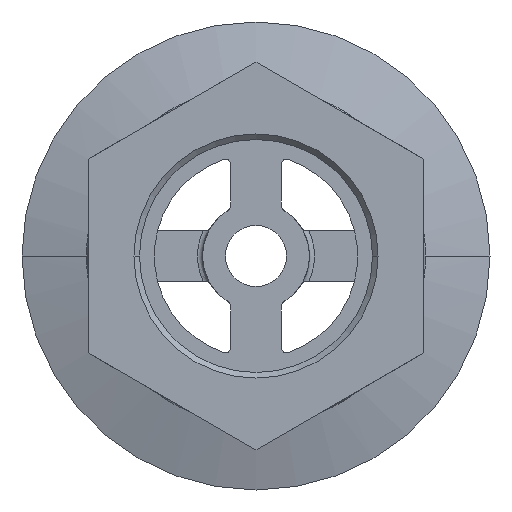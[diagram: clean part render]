
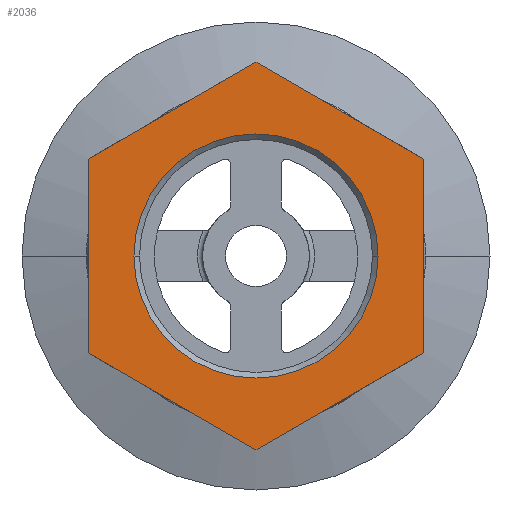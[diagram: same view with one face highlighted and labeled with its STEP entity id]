
A CAD part, left-side view. The second image highlights one B-rep face of the part: STEP entity #2036.
In plain terms, the highlighted planar face has unit normal (-1, 0, 0).
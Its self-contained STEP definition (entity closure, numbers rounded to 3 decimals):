
#86=DIRECTION('',(0.,0.,-1.));
#87=VECTOR('',#86,19.053);
#88=CARTESIAN_POINT('',(4143.353,287.361,9.526));
#89=LINE('',#88,#87);
#142=DIRECTION('',(0.,-0.866,0.5));
#143=VECTOR('',#142,19.053);
#144=CARTESIAN_POINT('',(4143.353,303.861,-19.053));
#145=LINE('',#144,#143);
#146=DIRECTION('',(0.,-0.866,-0.5));
#147=VECTOR('',#146,19.053);
#148=CARTESIAN_POINT('',(4143.353,320.361,-9.526));
#149=LINE('',#148,#147);
#150=DIRECTION('',(0.,0.866,-0.5));
#151=VECTOR('',#150,19.053);
#152=CARTESIAN_POINT('',(4143.353,303.861,19.053));
#153=LINE('',#152,#151);
#154=DIRECTION('',(0.,0.866,0.5));
#155=VECTOR('',#154,19.053);
#156=CARTESIAN_POINT('',(4143.353,287.361,9.526));
#157=LINE('',#156,#155);
#158=CARTESIAN_POINT('',(4143.353,303.861,0.));
#159=DIRECTION('',(1.,0.,0.));
#160=DIRECTION('',(0.,1.,0.));
#161=AXIS2_PLACEMENT_3D('',#158,#159,#160);
#163=CARTESIAN_POINT('',(4143.353,303.861,0.));
#164=DIRECTION('',(1.,0.,0.));
#165=DIRECTION('',(0.,-1.,0.));
#166=AXIS2_PLACEMENT_3D('',#163,#164,#165);
#231=DIRECTION('',(0.,0.,1.));
#232=VECTOR('',#231,19.053);
#233=CARTESIAN_POINT('',(4143.353,320.361,-9.526));
#234=LINE('',#233,#232);
#1518=CARTESIAN_POINT('',(4143.353,287.361,-9.526));
#1520=VERTEX_POINT('',#1518);
#1524=CARTESIAN_POINT('',(4143.353,287.361,9.526));
#1526=VERTEX_POINT('',#1524);
#1529=CARTESIAN_POINT('',(4143.353,303.861,-19.053));
#1530=VERTEX_POINT('',#1529);
#1533=CARTESIAN_POINT('',(4143.353,303.861,19.053));
#1535=VERTEX_POINT('',#1533);
#1542=CARTESIAN_POINT('',(4143.353,320.361,-9.526));
#1544=VERTEX_POINT('',#1542);
#1550=CARTESIAN_POINT('',(4143.353,320.361,9.526));
#1551=VERTEX_POINT('',#1550);
#1675=CARTESIAN_POINT('',(4143.353,291.861,0.));
#1677=VERTEX_POINT('',#1675);
#1679=CARTESIAN_POINT('',(4143.353,315.861,0.));
#1681=VERTEX_POINT('',#1679);
#2014=CARTESIAN_POINT('',(4143.353,318.111,0.));
#2015=DIRECTION('',(-1.,0.,0.));
#2016=DIRECTION('',(0.,0.,1.));
#2017=AXIS2_PLACEMENT_3D('',#2014,#2015,#2016);
#2018=PLANE('',#2017);
#2019=ORIENTED_EDGE('',*,*,#1947,.T.);
#2020=ORIENTED_EDGE('',*,*,#1882,.F.);
#2022=ORIENTED_EDGE('',*,*,#2021,.F.);
#2024=ORIENTED_EDGE('',*,*,#2023,.T.);
#2026=ORIENTED_EDGE('',*,*,#2025,.F.);
#2027=ORIENTED_EDGE('',*,*,#1996,.F.);
#2028=EDGE_LOOP('',(#2019,#2020,#2022,#2024,#2026,#2027));
#2029=FACE_OUTER_BOUND('',#2028,.F.);
#2031=ORIENTED_EDGE('',*,*,#2030,.F.);
#2033=ORIENTED_EDGE('',*,*,#2032,.F.);
#2034=EDGE_LOOP('',(#2031,#2033));
#2035=FACE_BOUND('',#2034,.F.);
#162=CIRCLE('',#161,12.);
#167=CIRCLE('',#166,12.);
#1882=EDGE_CURVE('',#1530,#1520,#145,.T.);
#1947=EDGE_CURVE('',#1526,#1520,#89,.T.);
#1996=EDGE_CURVE('',#1526,#1535,#157,.T.);
#2021=EDGE_CURVE('',#1544,#1530,#149,.T.);
#2023=EDGE_CURVE('',#1544,#1551,#234,.T.);
#2025=EDGE_CURVE('',#1535,#1551,#153,.T.);
#2030=EDGE_CURVE('',#1681,#1677,#162,.T.);
#2032=EDGE_CURVE('',#1677,#1681,#167,.T.);
#2036=ADVANCED_FACE('',(#2029,#2035),#2018,.T.);
